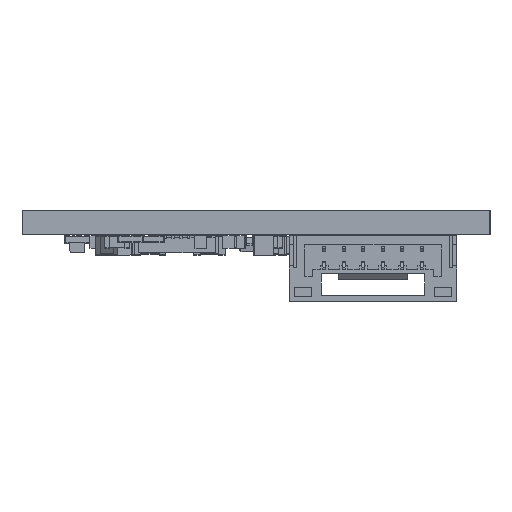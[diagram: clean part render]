
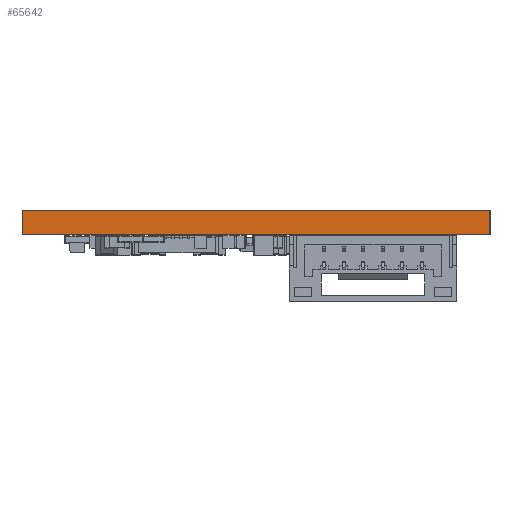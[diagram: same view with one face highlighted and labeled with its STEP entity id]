
A CAD part, left-side view. The second image highlights one B-rep face of the part: STEP entity #65642.
In plain terms, the highlighted planar face has unit normal (-1, 0, 0).
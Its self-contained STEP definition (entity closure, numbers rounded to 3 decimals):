
#62559 = PLANE('',#62560);
#62560 = AXIS2_PLACEMENT_3D('',#62561,#62562,#62563);
#62561 = CARTESIAN_POINT('',(153.123,-89.921,1.58));
#62562 = DIRECTION('',(-0.,-0.,-1.));
#62563 = DIRECTION('',(-1.,0.,0.));
#62613 = PLANE('',#62614);
#62614 = AXIS2_PLACEMENT_3D('',#62615,#62616,#62617);
#62615 = CARTESIAN_POINT('',(153.123,-89.921,0.));
#62616 = DIRECTION('',(-0.,-0.,-1.));
#62617 = DIRECTION('',(-1.,0.,0.));
#63252 = VERTEX_POINT('',#63253);
#63253 = CARTESIAN_POINT('',(125.443,-104.921,0.));
#63267 = PLANE('',#63268);
#63268 = AXIS2_PLACEMENT_3D('',#63269,#63270,#63271);
#63269 = CARTESIAN_POINT('',(175.443,-104.921,0.));
#63270 = DIRECTION('',(0.,-1.,0.));
#63271 = DIRECTION('',(-1.,0.,0.));
#63279 = EDGE_CURVE('',#63252,#63280,#63282,.T.);
#63280 = VERTEX_POINT('',#63281);
#63281 = CARTESIAN_POINT('',(125.443,-74.921,0.));
#63282 = SURFACE_CURVE('',#63283,(#63287,#63294),.PCURVE_S1.);
#63283 = LINE('',#63284,#63285);
#63284 = CARTESIAN_POINT('',(125.443,-104.921,0.));
#63285 = VECTOR('',#63286,1.);
#63286 = DIRECTION('',(0.,1.,0.));
#63287 = PCURVE('',#62613,#63288);
#63288 = DEFINITIONAL_REPRESENTATION('',(#63289),#63293);
#63289 = LINE('',#63290,#63291);
#63290 = CARTESIAN_POINT('',(27.68,-15.));
#63291 = VECTOR('',#63292,1.);
#63292 = DIRECTION('',(0.,1.));
#63293 = ( GEOMETRIC_REPRESENTATION_CONTEXT(2) 
PARAMETRIC_REPRESENTATION_CONTEXT() REPRESENTATION_CONTEXT('2D SPACE',''
  ) );
#63294 = PCURVE('',#63295,#63300);
#63295 = PLANE('',#63296);
#63296 = AXIS2_PLACEMENT_3D('',#63297,#63298,#63299);
#63297 = CARTESIAN_POINT('',(125.443,-104.921,0.));
#63298 = DIRECTION('',(-1.,0.,0.));
#63299 = DIRECTION('',(0.,1.,0.));
#63300 = DEFINITIONAL_REPRESENTATION('',(#63301),#63305);
#63301 = LINE('',#63302,#63303);
#63302 = CARTESIAN_POINT('',(0.,0.));
#63303 = VECTOR('',#63304,1.);
#63304 = DIRECTION('',(1.,0.));
#63305 = ( GEOMETRIC_REPRESENTATION_CONTEXT(2) 
PARAMETRIC_REPRESENTATION_CONTEXT() REPRESENTATION_CONTEXT('2D SPACE',''
  ) );
#63323 = PLANE('',#63324);
#63324 = AXIS2_PLACEMENT_3D('',#63325,#63326,#63327);
#63325 = CARTESIAN_POINT('',(125.443,-74.921,0.));
#63326 = DIRECTION('',(0.,1.,0.));
#63327 = DIRECTION('',(1.,0.,0.));
#64558 = VERTEX_POINT('',#64559);
#64559 = CARTESIAN_POINT('',(125.443,-104.921,1.58));
#64580 = EDGE_CURVE('',#64558,#64581,#64583,.T.);
#64581 = VERTEX_POINT('',#64582);
#64582 = CARTESIAN_POINT('',(125.443,-74.921,1.58));
#64583 = SURFACE_CURVE('',#64584,(#64588,#64595),.PCURVE_S1.);
#64584 = LINE('',#64585,#64586);
#64585 = CARTESIAN_POINT('',(125.443,-104.921,1.58));
#64586 = VECTOR('',#64587,1.);
#64587 = DIRECTION('',(0.,1.,0.));
#64588 = PCURVE('',#62559,#64589);
#64589 = DEFINITIONAL_REPRESENTATION('',(#64590),#64594);
#64590 = LINE('',#64591,#64592);
#64591 = CARTESIAN_POINT('',(27.68,-15.));
#64592 = VECTOR('',#64593,1.);
#64593 = DIRECTION('',(0.,1.));
#64594 = ( GEOMETRIC_REPRESENTATION_CONTEXT(2) 
PARAMETRIC_REPRESENTATION_CONTEXT() REPRESENTATION_CONTEXT('2D SPACE',''
  ) );
#64595 = PCURVE('',#63295,#64596);
#64596 = DEFINITIONAL_REPRESENTATION('',(#64597),#64601);
#64597 = LINE('',#64598,#64599);
#64598 = CARTESIAN_POINT('',(0.,-1.58));
#64599 = VECTOR('',#64600,1.);
#64600 = DIRECTION('',(1.,0.));
#64601 = ( GEOMETRIC_REPRESENTATION_CONTEXT(2) 
PARAMETRIC_REPRESENTATION_CONTEXT() REPRESENTATION_CONTEXT('2D SPACE',''
  ) );
#65620 = EDGE_CURVE('',#63280,#64581,#65621,.T.);
#65621 = SURFACE_CURVE('',#65622,(#65626,#65633),.PCURVE_S1.);
#65622 = LINE('',#65623,#65624);
#65623 = CARTESIAN_POINT('',(125.443,-74.921,0.));
#65624 = VECTOR('',#65625,1.);
#65625 = DIRECTION('',(0.,0.,1.));
#65626 = PCURVE('',#63323,#65627);
#65627 = DEFINITIONAL_REPRESENTATION('',(#65628),#65632);
#65628 = LINE('',#65629,#65630);
#65629 = CARTESIAN_POINT('',(0.,0.));
#65630 = VECTOR('',#65631,1.);
#65631 = DIRECTION('',(0.,-1.));
#65632 = ( GEOMETRIC_REPRESENTATION_CONTEXT(2) 
PARAMETRIC_REPRESENTATION_CONTEXT() REPRESENTATION_CONTEXT('2D SPACE',''
  ) );
#65633 = PCURVE('',#63295,#65634);
#65634 = DEFINITIONAL_REPRESENTATION('',(#65635),#65639);
#65635 = LINE('',#65636,#65637);
#65636 = CARTESIAN_POINT('',(30.,0.));
#65637 = VECTOR('',#65638,1.);
#65638 = DIRECTION('',(0.,-1.));
#65639 = ( GEOMETRIC_REPRESENTATION_CONTEXT(2) 
PARAMETRIC_REPRESENTATION_CONTEXT() REPRESENTATION_CONTEXT('2D SPACE',''
  ) );
#65642 = ADVANCED_FACE('',(#65643),#63295,.T.);
#65643 = FACE_BOUND('',#65644,.T.);
#65644 = EDGE_LOOP('',(#65645,#65666,#65667,#65668));
#65645 = ORIENTED_EDGE('',*,*,#65646,.T.);
#65646 = EDGE_CURVE('',#63252,#64558,#65647,.T.);
#65647 = SURFACE_CURVE('',#65648,(#65652,#65659),.PCURVE_S1.);
#65648 = LINE('',#65649,#65650);
#65649 = CARTESIAN_POINT('',(125.443,-104.921,0.));
#65650 = VECTOR('',#65651,1.);
#65651 = DIRECTION('',(0.,0.,1.));
#65652 = PCURVE('',#63295,#65653);
#65653 = DEFINITIONAL_REPRESENTATION('',(#65654),#65658);
#65654 = LINE('',#65655,#65656);
#65655 = CARTESIAN_POINT('',(0.,0.));
#65656 = VECTOR('',#65657,1.);
#65657 = DIRECTION('',(0.,-1.));
#65658 = ( GEOMETRIC_REPRESENTATION_CONTEXT(2) 
PARAMETRIC_REPRESENTATION_CONTEXT() REPRESENTATION_CONTEXT('2D SPACE',''
  ) );
#65659 = PCURVE('',#63267,#65660);
#65660 = DEFINITIONAL_REPRESENTATION('',(#65661),#65665);
#65661 = LINE('',#65662,#65663);
#65662 = CARTESIAN_POINT('',(50.,0.));
#65663 = VECTOR('',#65664,1.);
#65664 = DIRECTION('',(0.,-1.));
#65665 = ( GEOMETRIC_REPRESENTATION_CONTEXT(2) 
PARAMETRIC_REPRESENTATION_CONTEXT() REPRESENTATION_CONTEXT('2D SPACE',''
  ) );
#65666 = ORIENTED_EDGE('',*,*,#64580,.T.);
#65667 = ORIENTED_EDGE('',*,*,#65620,.F.);
#65668 = ORIENTED_EDGE('',*,*,#63279,.F.);
